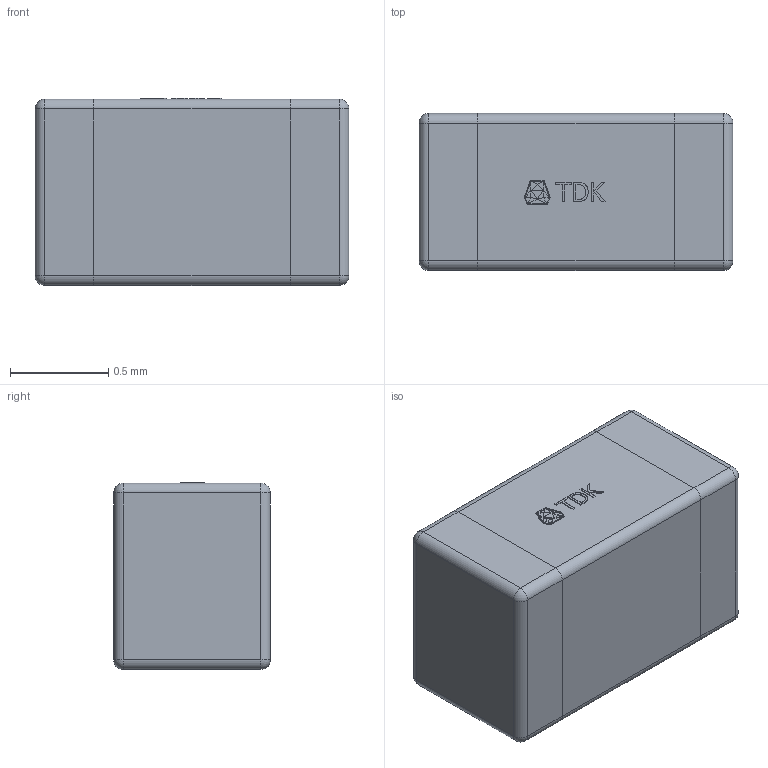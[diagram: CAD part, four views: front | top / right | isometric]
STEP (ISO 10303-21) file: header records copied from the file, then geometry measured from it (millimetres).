
FILE_DESCRIPTION(/* description */ (''),/* implementation_level */ '2;1');
FILE_NAME(/* name */ 'FB0603_0.95.stp',/* time_stamp */ '2020-12-01T20:37:57+02:00',/* author */ ('Khaled'),/* organization */ (''),/* preprocessor_version */ 'ST-DEVELOPER v17',/* originating_system */ 'Autodesk Inventor 2019',/* authorisation */ '');
FILE_SCHEMA (('AUTOMOTIVE_DESIGN { 1 0 10303 214 3 1 1 }'));
Length unit declared in the file: millimetre
Products named in the file (4): cap; body; side; name1
Assembly tree (4 placements, depth 2):
  cap
    body
    side  x2
    name1
Bounding box: 1.6 x 0.8 x 0.95 mm (x, y, z)
Volume: 1.2 mm3; surface area: 9.9 mm2
Topology: 14 solids, 14 shells, 162 faces, 378 edges, 244 vertices
Faces by surface type: plane 99, cylinder 47, sphere 8, bspline 8
Entity records: 4337 total; most frequent: CARTESIAN_POINT 822, DIRECTION 692, ORIENTED_EDGE 684, EDGE_CURVE 342, LINE 248, VECTOR 248, VERTEX_POINT 224, AXIS2_PLACEMENT_3D 222
